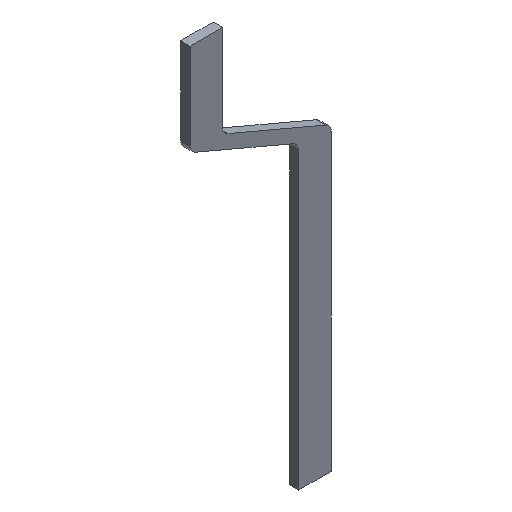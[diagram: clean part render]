
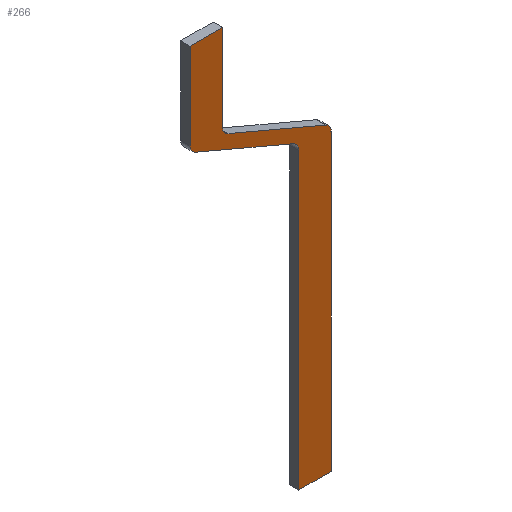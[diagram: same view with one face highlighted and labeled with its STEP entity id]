
A CAD part, isometric view. The second image highlights one B-rep face of the part: STEP entity #266.
In plain terms, the highlighted planar face has unit normal (0, -1, 0).
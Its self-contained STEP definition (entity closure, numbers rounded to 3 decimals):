
#24=PLANE('',#302);
#38=FACE_OUTER_BOUND('',#52,.T.);
#52=EDGE_LOOP('',(#237,#238,#239,#240,#241,#242,#243,#244,#245,#246,#247,
#248));
#55=LINE('',#389,#83);
#58=LINE('',#395,#86);
#61=LINE('',#401,#89);
#65=LINE('',#413,#93);
#69=LINE('',#425,#97);
#72=LINE('',#431,#100);
#75=LINE('',#437,#103);
#79=LINE('',#448,#107);
#83=VECTOR('',#315,1000.);
#86=VECTOR('',#320,1000.);
#89=VECTOR('',#325,1000.);
#93=VECTOR('',#337,1000.);
#97=VECTOR('',#349,1000.);
#100=VECTOR('',#354,1000.);
#103=VECTOR('',#359,1000.);
#107=VECTOR('',#371,1000.);
#109=CIRCLE('',#282,2.);
#111=CIRCLE('',#288,2.);
#113=CIRCLE('',#292,2.);
#115=CIRCLE('',#298,2.);
#117=VERTEX_POINT('',#379);
#118=VERTEX_POINT('',#380);
#121=VERTEX_POINT('',#388);
#123=VERTEX_POINT('',#394);
#125=VERTEX_POINT('',#400);
#127=VERTEX_POINT('',#406);
#129=VERTEX_POINT('',#412);
#131=VERTEX_POINT('',#418);
#133=VERTEX_POINT('',#424);
#135=VERTEX_POINT('',#430);
#137=VERTEX_POINT('',#436);
#139=VERTEX_POINT('',#442);
#141=EDGE_CURVE('',#117,#118,#109,.T.);
#145=EDGE_CURVE('',#118,#121,#55,.T.);
#148=EDGE_CURVE('',#123,#121,#58,.T.);
#151=EDGE_CURVE('',#125,#123,#61,.T.);
#154=EDGE_CURVE('',#127,#125,#111,.T.);
#157=EDGE_CURVE('',#129,#127,#65,.T.);
#160=EDGE_CURVE('',#129,#131,#113,.T.);
#163=EDGE_CURVE('',#133,#131,#69,.T.);
#166=EDGE_CURVE('',#133,#135,#72,.T.);
#169=EDGE_CURVE('',#135,#137,#75,.T.);
#172=EDGE_CURVE('',#139,#137,#115,.T.);
#175=EDGE_CURVE('',#139,#117,#79,.T.);
#237=ORIENTED_EDGE('',*,*,#141,.F.);
#238=ORIENTED_EDGE('',*,*,#175,.F.);
#239=ORIENTED_EDGE('',*,*,#172,.T.);
#240=ORIENTED_EDGE('',*,*,#169,.F.);
#241=ORIENTED_EDGE('',*,*,#166,.F.);
#242=ORIENTED_EDGE('',*,*,#163,.T.);
#243=ORIENTED_EDGE('',*,*,#160,.F.);
#244=ORIENTED_EDGE('',*,*,#157,.T.);
#245=ORIENTED_EDGE('',*,*,#154,.T.);
#246=ORIENTED_EDGE('',*,*,#151,.T.);
#247=ORIENTED_EDGE('',*,*,#148,.T.);
#248=ORIENTED_EDGE('',*,*,#145,.F.);
#266=ADVANCED_FACE('',(#38),#24,.F.);
#282=AXIS2_PLACEMENT_3D('',#381,#307,#308);
#288=AXIS2_PLACEMENT_3D('',#407,#330,#331);
#292=AXIS2_PLACEMENT_3D('',#419,#342,#343);
#298=AXIS2_PLACEMENT_3D('',#443,#364,#365);
#302=AXIS2_PLACEMENT_3D('',#451,#375,#376);
#307=DIRECTION('center_axis',(0.,1.,0.));
#308=DIRECTION('ref_axis',(0.,0.,1.));
#315=DIRECTION('',(0.,0.,-1.));
#320=DIRECTION('',(1.,0.,0.));
#325=DIRECTION('',(0.,0.,-1.));
#330=DIRECTION('center_axis',(0.,1.,0.));
#331=DIRECTION('ref_axis',(0.,0.,1.));
#337=DIRECTION('',(0.921,0.,-0.391));
#342=DIRECTION('center_axis',(0.,1.,0.));
#343=DIRECTION('ref_axis',(0.,0.,1.));
#349=DIRECTION('',(0.,0.,-1.));
#354=DIRECTION('',(1.,0.,0.));
#359=DIRECTION('',(0.,0.,-1.));
#364=DIRECTION('center_axis',(0.,1.,0.));
#365=DIRECTION('ref_axis',(0.,0.,1.));
#371=DIRECTION('',(0.921,0.,-0.391));
#375=DIRECTION('center_axis',(0.,1.,0.));
#376=DIRECTION('ref_axis',(0.,0.,1.));
#379=CARTESIAN_POINT('',(29.34,0.,-29.483));
#380=CARTESIAN_POINT('',(30.559,0.,-31.324));
#381=CARTESIAN_POINT('Origin',(28.559,0.,-31.324));
#388=CARTESIAN_POINT('',(30.559,0.,-95.));
#389=CARTESIAN_POINT('',(30.559,0.,0.));
#394=CARTESIAN_POINT('',(23.559,0.,-95.));
#395=CARTESIAN_POINT('',(0.,0.,-95.));
#400=CARTESIAN_POINT('',(23.559,0.,-31.324));
#401=CARTESIAN_POINT('',(23.559,0.,0.));
#406=CARTESIAN_POINT('',(22.34,0.,-29.483));
#407=CARTESIAN_POINT('Origin',(21.559,0.,-31.324));
#412=CARTESIAN_POINT('',(1.219,0.,-20.517));
#413=CARTESIAN_POINT('',(-7.193,0.,-16.947));
#418=CARTESIAN_POINT('',(0.,0.,-18.676));
#419=CARTESIAN_POINT('Origin',(2.,0.,-18.676));
#424=CARTESIAN_POINT('',(0.,0.,0.));
#425=CARTESIAN_POINT('',(0.,0.,0.));
#430=CARTESIAN_POINT('',(7.,0.,0.));
#431=CARTESIAN_POINT('',(0.,0.,0.));
#436=CARTESIAN_POINT('',(7.,0.,-18.676));
#437=CARTESIAN_POINT('',(7.,0.,0.));
#442=CARTESIAN_POINT('',(8.219,0.,-20.517));
#443=CARTESIAN_POINT('Origin',(9.,0.,-18.676));
#448=CARTESIAN_POINT('',(-6.125,0.,-14.429));
#451=CARTESIAN_POINT('Origin',(0.,0.,0.));
